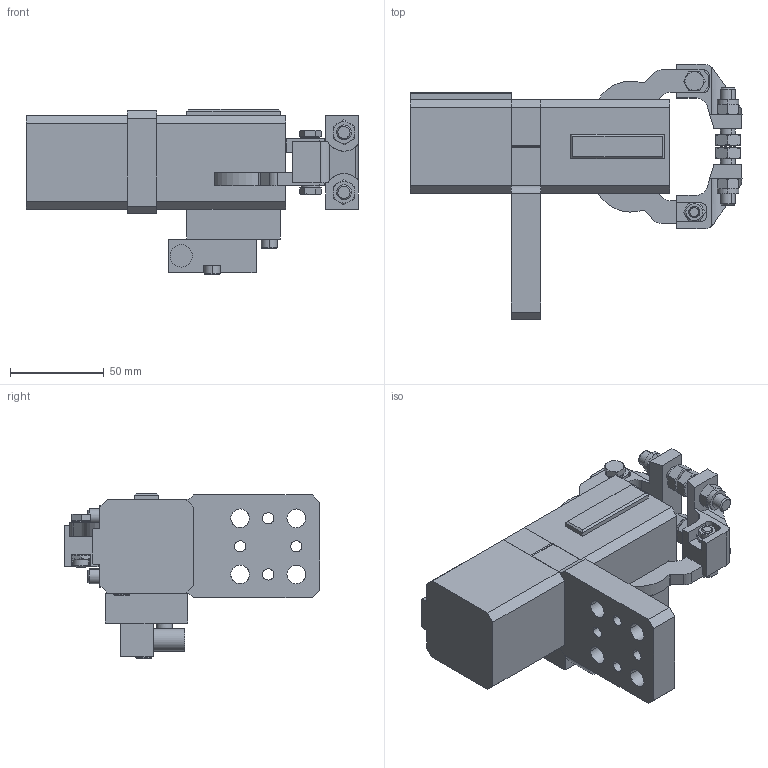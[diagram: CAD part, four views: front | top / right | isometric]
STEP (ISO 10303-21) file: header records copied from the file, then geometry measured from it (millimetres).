
FILE_DESCRIPTION(('CATIA V5 STEP Exchange'),'2;1');
FILE_NAME('GN_32_BR2_AS_A21_K1_T12R_2X80GRAD_TUENKERS.stp','2020-12-09T08:46:57+00:00',('none'),('none'),'CATIA Version 5 Release 19 SP 9 (IN-10)','CATIA V5 STEP AP214','none');
FILE_SCHEMA(('AUTOMOTIVE_DESIGN { 1 0 10303 214 1 1 1 1 }'));
Length unit declared in the file: millimetre
Products named in the file (1): GN_32_BR2_AS_A21_K1_T12R_2X80GRAD_TUENKERS
Bounding box: 177.5 x 136.5 x 88.3 mm (x, y, z)
Volume: 502471.6 mm3; surface area: 90506.2 mm2
Topology: 6 solids, 6 shells, 706 faces, 1857 edges, 1154 vertices
Faces by surface type: plane 396, cone 175, cylinder 124, torus 11
Entity records: 26429 total; most frequent: CARTESIAN_POINT 5980, ORIENTED_EDGE 3714, DIRECTION 2304, EDGE_CURVE 1857, VERTEX_POINT 1154, VECTOR 1022, LINE 1022, AXIS2_PLACEMENT_3D 834
